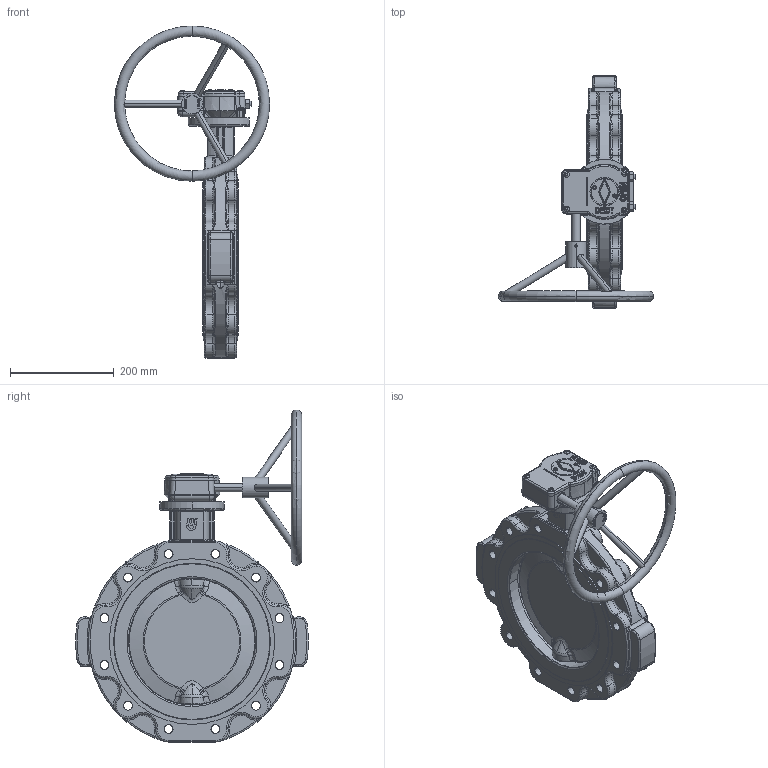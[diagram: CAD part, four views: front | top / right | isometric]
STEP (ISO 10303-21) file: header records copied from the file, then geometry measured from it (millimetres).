
FILE_DESCRIPTION(('HOOPS Exchange Step'),'2;1');
FILE_NAME('AK10_DN250_PN10_Handgetriebe.stp','2025-10-06T09:55:56+02:00',('nieru'),('Unknown organisation'),'HOOPS Exchange 2024.2','HOOPS Exchange','Unknown authorisation');
FILE_SCHEMA( ('AP203_CONFIGURATION_CONTROLLED_3D_DESIGN_OF_MECHANICAL_PARTS_AND_ASSEMBLIES_MIM_LF') );
Length unit declared in the file: millimetre
Products named in the file (3): 0; root
Assembly tree (2 placements, depth 3):
  root
    0
      0
Bounding box: 300 x 449.41 x 641.54 mm (x, y, z)
Volume: 6472097.7 mm3; surface area: 837159.1 mm2
Topology: 3 solids, 25 shells, 2424 faces, 6199 edges, 3746 vertices
Faces by surface type: cylinder 573, bspline 498, plane 494, torus 455, cone 312, sphere 92
Full cylindrical faces by diameter (mm): 5 x1
Entity records: 127958 total; most frequent: CARTESIAN_POINT 74712, ORIENTED_EDGE 12078, DIRECTION 9408, EDGE_CURVE 6039, AXIS2_PLACEMENT_3D 4015, VERTEX_POINT 3746, EDGE_LOOP 2585, FACE_BOUND 2585
